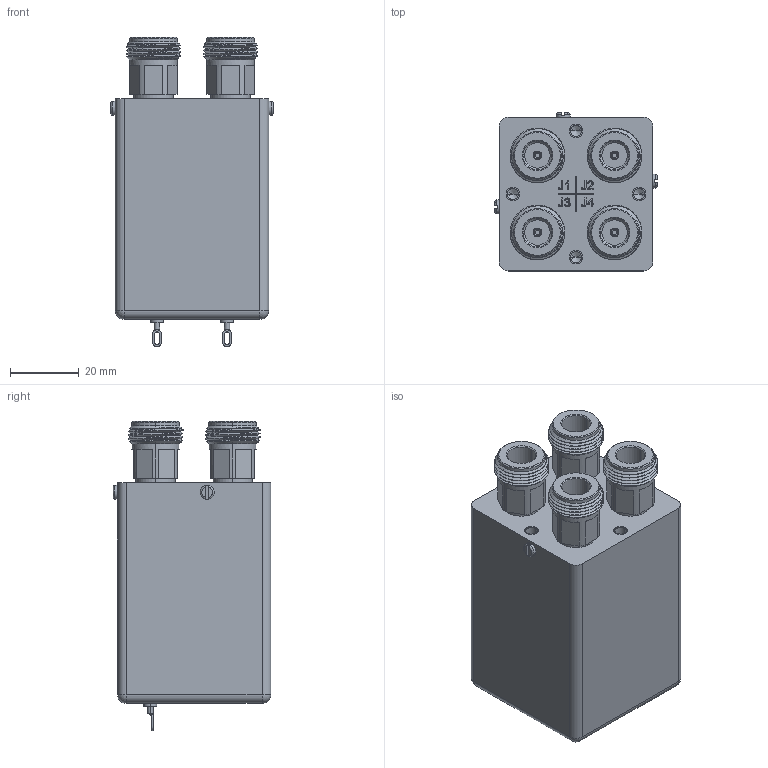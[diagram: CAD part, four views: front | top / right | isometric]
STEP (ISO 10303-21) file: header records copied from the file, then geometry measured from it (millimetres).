
FILE_DESCRIPTION (( 'STEP AP214' ), '1' );
FILE_NAME ('PE71S6462.step', '2021-02-25T20:39:38', ( '' ), ( '' ), 'SwSTEP 2.0', 'SolidWorks 2018', '' );
FILE_SCHEMA (( 'AUTOMOTIVE_DESIGN' ));
Length unit declared in the file: inch
Products named in the file (1): PE71S6462
Bounding box: 46.99 x 45.72 x 89.66 mm (x, y, z)
Volume: 134024.7 mm3; surface area: 20888.1 mm2
Topology: 1 solids, 1 shells, 821 faces, 2206 edges, 1438 vertices
Faces by surface type: plane 467, bspline 140, cylinder 136, cone 68, torus 6, sphere 4
Entity records: 37446 total; most frequent: CARTESIAN_POINT 17900, ORIENTED_EDGE 4380, DIRECTION 3521, EDGE_CURVE 2190, VERTEX_POINT 1438, VECTOR 1367, LINE 1367, AXIS2_PLACEMENT_3D 1077
